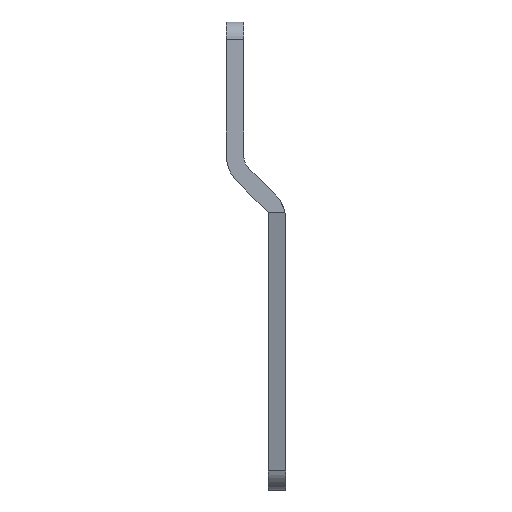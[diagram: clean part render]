
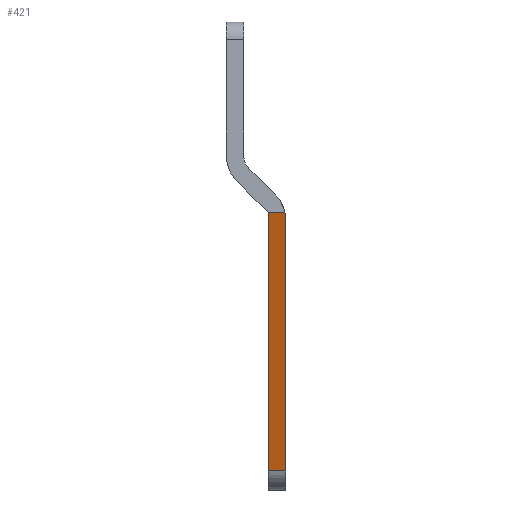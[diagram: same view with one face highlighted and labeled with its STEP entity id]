
A CAD part, front view. The second image highlights one B-rep face of the part: STEP entity #421.
In plain terms, the highlighted planar face has unit normal (0, -0.964, -0.265).
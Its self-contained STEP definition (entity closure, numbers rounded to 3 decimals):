
#392=AXIS2_PLACEMENT_3D('Plane Axis2P3D',#389,#390,#391) ;
#189=CARTESIAN_POINT('Vertex',(4.8,0.,31.85)) ;
#192=CARTESIAN_POINT('Line Origine',(5.757,0.,31.85)) ;
#196=CARTESIAN_POINT('Vertex',(6.713,0.,31.85)) ;
#334=CARTESIAN_POINT('Vertex',(6.8,8.143,2.205)) ;
#337=CARTESIAN_POINT('Line Origine',(5.8,8.143,2.205)) ;
#341=CARTESIAN_POINT('Vertex',(4.8,8.143,2.205)) ;
#389=CARTESIAN_POINT('Axis2P3D Location',(0.,8.749,0.)) ;
#395=CARTESIAN_POINT('Control Point',(6.8,0.228,31.022)) ;
#396=CARTESIAN_POINT('Control Point',(6.8,0.182,31.188)) ;
#397=CARTESIAN_POINT('Control Point',(6.791,0.136,31.355)) ;
#398=CARTESIAN_POINT('Control Point',(6.774,0.09,31.521)) ;
#399=CARTESIAN_POINT('Control Point',(6.748,0.045,31.687)) ;
#400=CARTESIAN_POINT('Control Point',(6.713,0.,31.85)) ;
#401=CARTESIAN_POINT('Vertex',(6.8,0.228,31.022)) ;
#404=CARTESIAN_POINT('Line Origine',(4.8,4.072,17.028)) ;
#409=CARTESIAN_POINT('Line Origine',(6.8,4.185,16.613)) ;
#193=DIRECTION('Vector Direction',(1.,0.,0.)) ;
#338=DIRECTION('Vector Direction',(1.,0.,0.)) ;
#390=DIRECTION('Axis2P3D Direction',(-0.,0.964,0.265)) ;
#391=DIRECTION('Axis2P3D XDirection',(0.,-0.265,0.964)) ;
#405=DIRECTION('Vector Direction',(0.,0.265,-0.964)) ;
#410=DIRECTION('Vector Direction',(0.,-0.265,0.964)) ;
#194=VECTOR('Line Direction',#193,1.) ;
#339=VECTOR('Line Direction',#338,1.) ;
#406=VECTOR('Line Direction',#405,1.) ;
#411=VECTOR('Line Direction',#410,1.) ;
#415=ORIENTED_EDGE('',*,*,#403,.F.) ;
#416=ORIENTED_EDGE('',*,*,#198,.F.) ;
#417=ORIENTED_EDGE('',*,*,#408,.T.) ;
#418=ORIENTED_EDGE('',*,*,#343,.T.) ;
#419=ORIENTED_EDGE('',*,*,#413,.T.) ;
#421=ADVANCED_FACE('Hauptkoerper',(#420),#393,.F.) ;
#394=B_SPLINE_CURVE_WITH_KNOTS('',5,(#395,#396,#397,#398,#399,#400),.UNSPECIFIED.,.F.,.U.,(6,6),(0.,1.223),.UNSPECIFIED.) ;
#198=EDGE_CURVE('',#190,#197,#195,.T.) ;
#343=EDGE_CURVE('',#342,#335,#340,.T.) ;
#403=EDGE_CURVE('',#197,#402,#394,.F.) ;
#408=EDGE_CURVE('',#190,#342,#407,.T.) ;
#413=EDGE_CURVE('',#335,#402,#412,.T.) ;
#414=EDGE_LOOP('',(#415,#416,#417,#418,#419)) ;
#420=FACE_OUTER_BOUND('',#414,.T.) ;
#195=LINE('Line',#192,#194) ;
#340=LINE('Line',#337,#339) ;
#407=LINE('Line',#404,#406) ;
#412=LINE('Line',#409,#411) ;
#393=PLANE('',#392) ;
#190=VERTEX_POINT('',#189) ;
#197=VERTEX_POINT('',#196) ;
#335=VERTEX_POINT('',#334) ;
#342=VERTEX_POINT('',#341) ;
#402=VERTEX_POINT('',#401) ;
